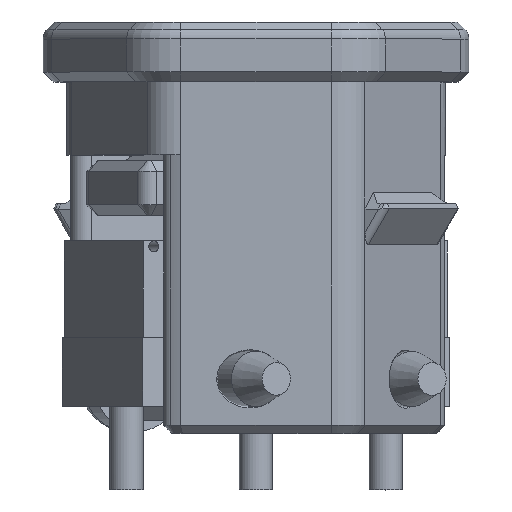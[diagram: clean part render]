
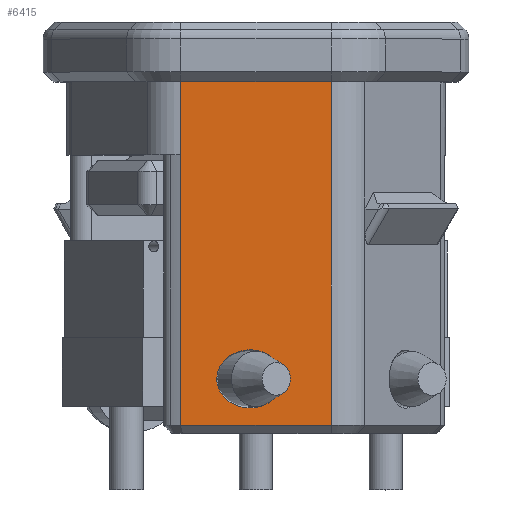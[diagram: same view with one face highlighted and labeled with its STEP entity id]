
A CAD part, top view. The second image highlights one B-rep face of the part: STEP entity #6415.
In plain terms, the highlighted face is planar.
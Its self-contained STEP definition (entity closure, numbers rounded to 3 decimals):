
#132=B_SPLINE_CURVE_WITH_KNOTS('',3,(#10422,#10423,#10424,#10425,#10426,
#10427,#10428,#10429,#10430,#10431,#10432,#10433,#10434),.UNSPECIFIED.,
 .T.,.F.,(4,1,1,1,1,1,1,1,1,1,4),(-2.961,-2.512,-2.063,
-1.166,-0.268,0.181,0.63,
1.527,2.425,2.874,3.322),
 .UNSPECIFIED.);
#144=FACE_BOUND('',#1145,.T.);
#753=FACE_OUTER_BOUND('',#1144,.T.);
#1144=EDGE_LOOP('',(#4896,#4897,#4898,#4899));
#1145=EDGE_LOOP('',(#4900));
#1671=LINE('',#10413,#2306);
#1672=LINE('',#10417,#2307);
#1673=LINE('',#10419,#2308);
#1674=LINE('',#10420,#2309);
#2306=VECTOR('',#8099,10.);
#2307=VECTOR('',#8104,10.);
#2308=VECTOR('',#8105,10.);
#2309=VECTOR('',#8106,10.);
#2902=VERTEX_POINT('',#10410);
#2903=VERTEX_POINT('',#10412);
#2904=VERTEX_POINT('',#10416);
#2905=VERTEX_POINT('',#10418);
#2906=VERTEX_POINT('',#10421);
#3618=EDGE_CURVE('',#2903,#2902,#1671,.T.);
#3620=EDGE_CURVE('',#2904,#2902,#1672,.T.);
#3621=EDGE_CURVE('',#2905,#2904,#1673,.T.);
#3622=EDGE_CURVE('',#2903,#2905,#1674,.T.);
#3623=EDGE_CURVE('',#2906,#2906,#132,.T.);
#4896=ORIENTED_EDGE('',*,*,#3620,.F.);
#4897=ORIENTED_EDGE('',*,*,#3621,.F.);
#4898=ORIENTED_EDGE('',*,*,#3622,.F.);
#4899=ORIENTED_EDGE('',*,*,#3618,.T.);
#4900=ORIENTED_EDGE('',*,*,#3623,.F.);
#6142=PLANE('',#6935);
#6415=ADVANCED_FACE('',(#753,#144),#6142,.F.);
#6935=AXIS2_PLACEMENT_3D('',#10415,#8102,#8103);
#8099=DIRECTION('',(0.,0.,1.));
#8102=DIRECTION('center_axis',(-0.5,-0.866,0.));
#8103=DIRECTION('ref_axis',(-0.866,0.5,0.));
#8104=DIRECTION('',(-0.866,0.5,0.));
#8105=DIRECTION('',(0.,0.,1.));
#8106=DIRECTION('',(0.866,-0.5,0.));
#10410=CARTESIAN_POINT('',(0.705,6.659,1.641));
#10412=CARTESIAN_POINT('',(0.705,6.659,-10.774));
#10413=CARTESIAN_POINT('',(0.705,6.659,2.641));
#10415=CARTESIAN_POINT('Origin',(5.414,3.94,2.641));
#10416=CARTESIAN_POINT('',(5.414,3.94,1.641));
#10417=CARTESIAN_POINT('',(4.237,4.62,1.641));
#10418=CARTESIAN_POINT('',(5.414,3.94,-10.774));
#10419=CARTESIAN_POINT('',(5.414,3.94,2.641));
#10420=CARTESIAN_POINT('',(4.237,4.62,-10.774));
#10421=CARTESIAN_POINT('',(4.269,4.601,-9.292));
#10422=CARTESIAN_POINT('Ctrl Pts',(4.269,4.601,-9.292));
#10423=CARTESIAN_POINT('Ctrl Pts',(4.24,4.618,-9.448));
#10424=CARTESIAN_POINT('Ctrl Pts',(4.111,4.692,-9.746));
#10425=CARTESIAN_POINT('Ctrl Pts',(3.632,4.969,-10.166));
#10426=CARTESIAN_POINT('Ctrl Pts',(2.79,5.455,-10.207));
#10427=CARTESIAN_POINT('Ctrl Pts',(2.221,5.784,-9.558));
#10428=CARTESIAN_POINT('Ctrl Pts',(2.196,5.798,-8.902));
#10429=CARTESIAN_POINT('Ctrl Pts',(2.45,5.651,-8.303));
#10430=CARTESIAN_POINT('Ctrl Pts',(3.199,5.219,-7.905));
#10431=CARTESIAN_POINT('Ctrl Pts',(3.978,4.769,-8.236));
#10432=CARTESIAN_POINT('Ctrl Pts',(4.283,4.593,-8.809));
#10433=CARTESIAN_POINT('Ctrl Pts',(4.298,4.585,-9.135));
#10434=CARTESIAN_POINT('Ctrl Pts',(4.269,4.601,-9.292));
